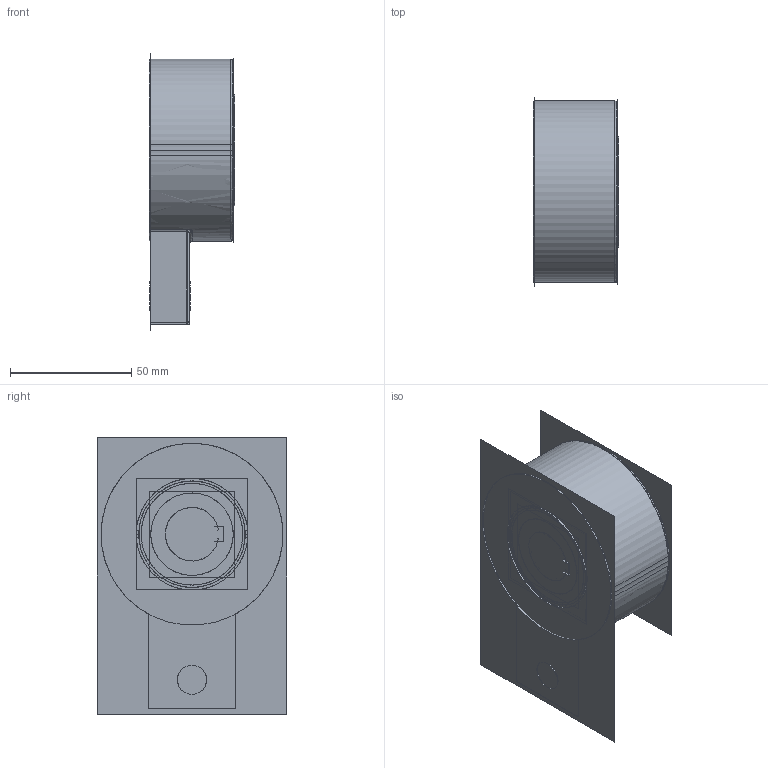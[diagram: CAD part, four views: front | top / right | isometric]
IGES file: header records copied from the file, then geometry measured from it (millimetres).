
Start section:  PTC IGES file: ra442z.igs
Global section: file name: ra442z.igs; native system: Creo Parametric by Parametric Technology Corporation; preprocessor: 2013150; author: sales 4; organization: Unknown; date: 20140326.143659; units: millimetre
Bounding box: 35.36 x 78 x 113.91 mm (x, y, z)
Volume: 151149.4 mm3; surface area: 430814.1 mm2
Topology: 48 solids, 48 shells, 5212 faces, 26936 edges, 33622 vertices
Faces by surface type: bspline 3220, revolution 1992
